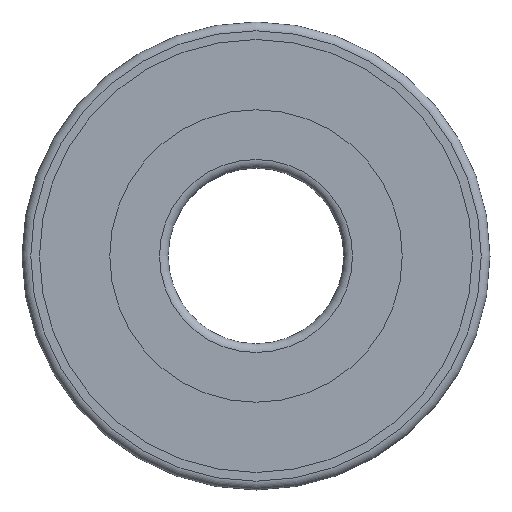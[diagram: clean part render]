
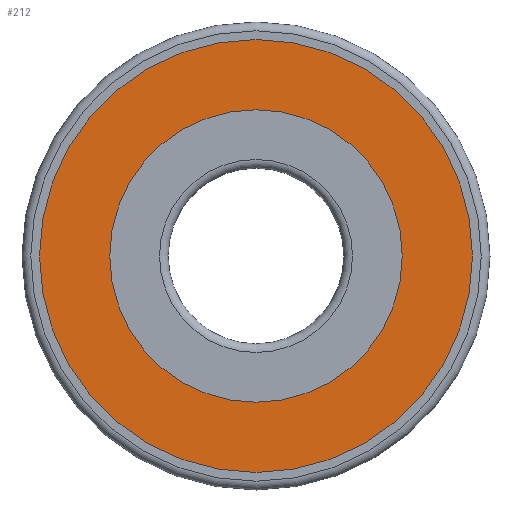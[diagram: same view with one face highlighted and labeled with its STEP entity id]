
A CAD part, left-side view. The second image highlights one B-rep face of the part: STEP entity #212.
In plain terms, the highlighted planar face has unit normal (-1, 0, 0).
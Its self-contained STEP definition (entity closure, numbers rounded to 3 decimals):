
#16=FACE_BOUND('',#60,.T.);
#22=PLANE('',#262);
#42=FACE_OUTER_BOUND('',#59,.T.);
#59=EDGE_LOOP('',(#185));
#60=EDGE_LOOP('',(#186));
#93=CIRCLE('',#250,2.5);
#96=CIRCLE('',#254,3.7);
#111=VERTEX_POINT('',#381);
#114=VERTEX_POINT('',#389);
#133=EDGE_CURVE('',#111,#111,#93,.T.);
#138=EDGE_CURVE('',#114,#114,#96,.T.);
#185=ORIENTED_EDGE('',*,*,#138,.T.);
#186=ORIENTED_EDGE('',*,*,#133,.F.);
#212=ADVANCED_FACE('',(#42,#16),#22,.F.);
#250=AXIS2_PLACEMENT_3D('',#382,#311,#312);
#254=AXIS2_PLACEMENT_3D('',#391,#321,#322);
#262=AXIS2_PLACEMENT_3D('',#401,#337,#338);
#311=DIRECTION('center_axis',(-1.,0.,0.));
#312=DIRECTION('ref_axis',(0.,0.,1.));
#321=DIRECTION('center_axis',(-1.,0.,0.));
#322=DIRECTION('ref_axis',(0.,0.,1.));
#337=DIRECTION('center_axis',(1.,0.,0.));
#338=DIRECTION('ref_axis',(0.,1.,0.));
#381=CARTESIAN_POINT('',(-1.4,0.,-2.5));
#382=CARTESIAN_POINT('Origin',(-1.4,0.,0.));
#389=CARTESIAN_POINT('',(-1.4,0.,-3.7));
#391=CARTESIAN_POINT('Origin',(-1.4,0.,0.));
#401=CARTESIAN_POINT('Origin',(-1.4,0.,3.1));
